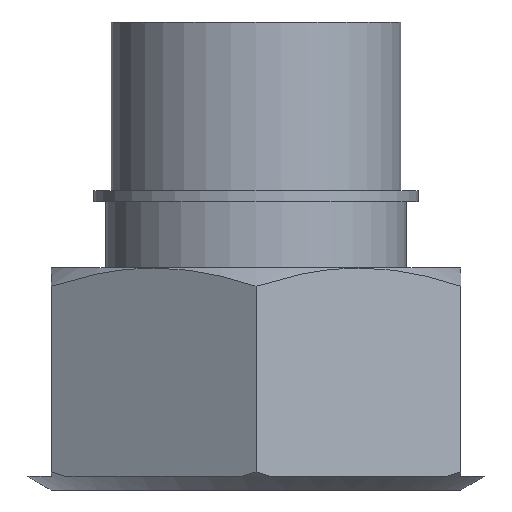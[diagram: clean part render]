
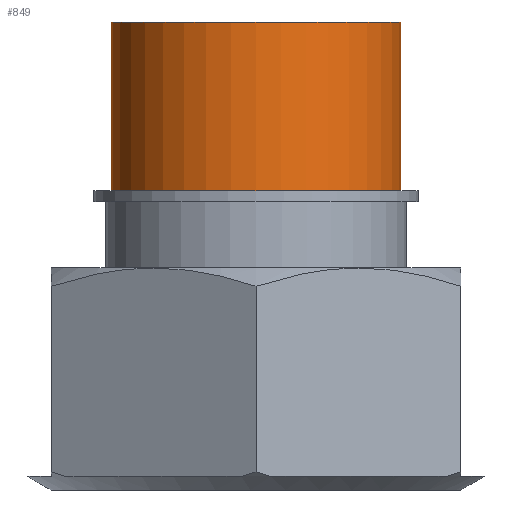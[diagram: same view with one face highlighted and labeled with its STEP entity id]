
A CAD part, front view. The second image highlights one B-rep face of the part: STEP entity #849.
In plain terms, the highlighted cylindrical face has radius 21.2 mm (diameter 42.4 mm), a full revolution.
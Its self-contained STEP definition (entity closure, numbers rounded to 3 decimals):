
#48=CYLINDRICAL_SURFACE('',#913,21.2);
#93=CIRCLE('',#912,21.2);
#94=CIRCLE('',#914,21.2);
#155=ORIENTED_EDGE('',*,*,#295,.T.);
#156=ORIENTED_EDGE('',*,*,#294,.F.);
#294=EDGE_CURVE('',#359,#359,#93,.T.);
#295=EDGE_CURVE('',#360,#360,#94,.T.);
#359=VERTEX_POINT('',#1293);
#360=VERTEX_POINT('',#1296);
#416=EDGE_LOOP('',(#155));
#417=EDGE_LOOP('',(#156));
#482=FACE_BOUND('',#416,.T.);
#483=FACE_BOUND('',#417,.T.);
#849=ADVANCED_FACE('',(#482,#483),#48,.T.);
#912=AXIS2_PLACEMENT_3D('',#1292,#1017,#1018);
#913=AXIS2_PLACEMENT_3D('',#1294,#1019,#1020);
#914=AXIS2_PLACEMENT_3D('',#1295,#1021,#1022);
#1017=DIRECTION('',(0.,0.,-1.));
#1018=DIRECTION('',(-1.,0.,0.));
#1019=DIRECTION('',(0.,0.,-1.));
#1020=DIRECTION('',(-1.,0.,0.));
#1021=DIRECTION('',(0.,0.,-1.));
#1022=DIRECTION('',(-1.,0.,0.));
#1292=CARTESIAN_POINT('',(0.,0.,-24.7));
#1293=CARTESIAN_POINT('',(-21.2,0.,-24.7));
#1294=CARTESIAN_POINT('',(0.,0.,-56.5));
#1295=CARTESIAN_POINT('',(0.,0.,0.));
#1296=CARTESIAN_POINT('',(-21.2,0.,0.));
